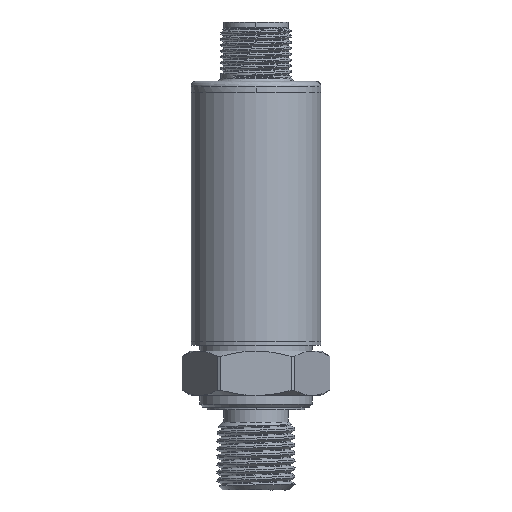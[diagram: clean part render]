
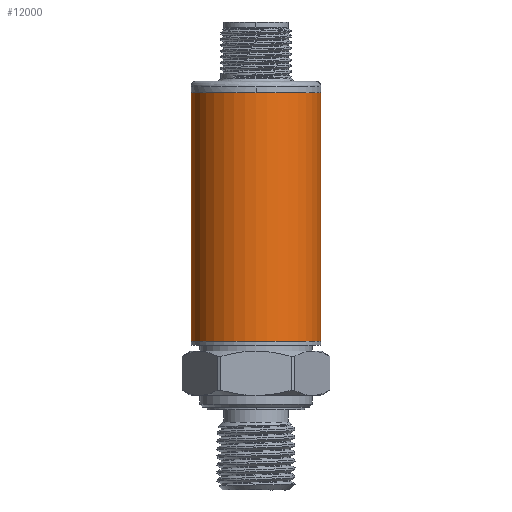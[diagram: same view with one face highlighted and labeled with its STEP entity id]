
A CAD part, front view. The second image highlights one B-rep face of the part: STEP entity #12000.
In plain terms, the highlighted cylindrical face has radius 11 mm (diameter 22 mm), a partial arc.
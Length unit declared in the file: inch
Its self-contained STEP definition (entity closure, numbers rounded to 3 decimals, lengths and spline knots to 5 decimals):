
#176 = DIRECTION ( 'NONE',  ( 0., 0., 1. ) ) ;
#948 = VERTEX_POINT ( 'NONE', #5541 ) ;
#1175 = CYLINDRICAL_SURFACE ( 'NONE', #12220, 0.43307 ) ;
#1344 = DIRECTION ( 'NONE',  ( 0., 0., -1. ) ) ;
#2377 = DIRECTION ( 'NONE',  ( 0., 0., 1. ) ) ;
#2572 = ORIENTED_EDGE ( 'NONE', *, *, #6817, .T. ) ;
#2728 = AXIS2_PLACEMENT_3D ( 'NONE', #8942, #1344, #11955 ) ;
#3146 = EDGE_LOOP ( 'NONE', ( #8660, #2572, #11123, #7287 ) ) ;
#3190 = CARTESIAN_POINT ( 'NONE',  ( 0., 0., 0. ) ) ;
#3935 = VERTEX_POINT ( 'NONE', #10768 ) ;
#4262 = CARTESIAN_POINT ( 'NONE',  ( 0.43307, 0., 0. ) ) ;
#4726 = VECTOR ( 'NONE', #4975, 39.37008 ) ;
#4966 = DIRECTION ( 'NONE',  ( 1., 0., 0. ) ) ;
#4975 = DIRECTION ( 'NONE',  ( 0., 0., 1. ) ) ;
#5320 = EDGE_CURVE ( 'NONE', #3935, #948, #7442, .T. ) ;
#5541 = CARTESIAN_POINT ( 'NONE',  ( -0.43307, 0., 1.65354 ) ) ;
#6142 = VECTOR ( 'NONE', #8198, 39.37008 ) ;
#6228 = DIRECTION ( 'NONE',  ( 1., 0., 0. ) ) ;
#6457 = CARTESIAN_POINT ( 'NONE',  ( -0.43307, 0., 0. ) ) ;
#6712 = FACE_OUTER_BOUND ( 'NONE', #3146, .T. ) ;
#6723 = LINE ( 'NONE', #4262, #4726 ) ;
#6817 = EDGE_CURVE ( 'NONE', #3935, #10274, #9131, .T. ) ;
#7287 = ORIENTED_EDGE ( 'NONE', *, *, #9283, .T. ) ;
#7361 = CARTESIAN_POINT ( 'NONE',  ( 0.43307, 0., 1.65354 ) ) ;
#7442 = LINE ( 'NONE', #6457, #6142 ) ;
#8198 = DIRECTION ( 'NONE',  ( 0., 0., 1. ) ) ;
#8660 = ORIENTED_EDGE ( 'NONE', *, *, #5320, .F. ) ;
#8942 = CARTESIAN_POINT ( 'NONE',  ( 0., 0., 1.65354 ) ) ;
#9131 = CIRCLE ( 'NONE', #10507, 0.43307 ) ;
#9283 = EDGE_CURVE ( 'NONE', #10398, #948, #10868, .T. ) ;
#9499 = EDGE_CURVE ( 'NONE', #10274, #10398, #6723, .T. ) ;
#10274 = VERTEX_POINT ( 'NONE', #11892 ) ;
#10398 = VERTEX_POINT ( 'NONE', #7361 ) ;
#10507 = AXIS2_PLACEMENT_3D ( 'NONE', #3190, #2377, #6228 ) ;
#10768 = CARTESIAN_POINT ( 'NONE',  ( -0.43307, 0., 0. ) ) ;
#10868 = CIRCLE ( 'NONE', #2728, 0.43307 ) ;
#11123 = ORIENTED_EDGE ( 'NONE', *, *, #9499, .T. ) ;
#11546 = CARTESIAN_POINT ( 'NONE',  ( 0., 0., 0. ) ) ;
#11892 = CARTESIAN_POINT ( 'NONE',  ( 0.43307, 0., 0. ) ) ;
#11955 = DIRECTION ( 'NONE',  ( 1., 0., 0. ) ) ;
#12000 = ADVANCED_FACE ( 'NONE', ( #6712 ), #1175, .T. ) ;
#12220 = AXIS2_PLACEMENT_3D ( 'NONE', #11546, #176, #4966 ) ;
